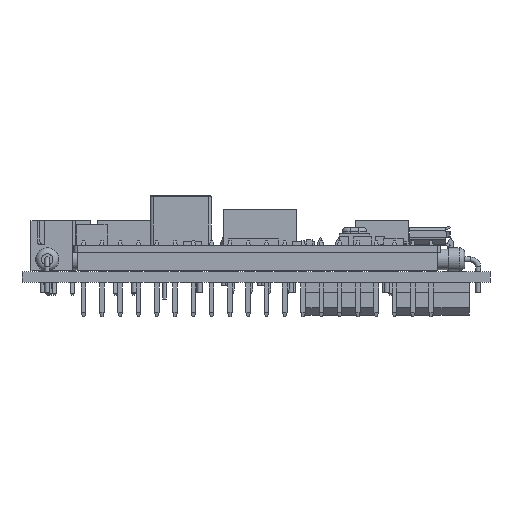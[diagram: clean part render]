
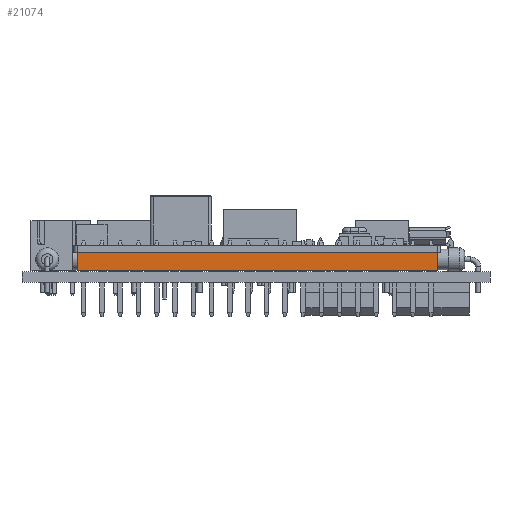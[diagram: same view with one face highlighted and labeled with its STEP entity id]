
A CAD part, front view. The second image highlights one B-rep face of the part: STEP entity #21074.
In plain terms, the highlighted face is planar.
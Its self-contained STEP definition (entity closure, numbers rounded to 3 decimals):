
#19228 = VERTEX_POINT('',#19229);
#19229 = CARTESIAN_POINT('',(10.16,25.,0.));
#19235 = EDGE_CURVE('',#19228,#19236,#19238,.T.);
#19236 = VERTEX_POINT('',#19237);
#19237 = CARTESIAN_POINT('',(10.16,-25.,0.));
#19238 = LINE('',#19239,#19240);
#19239 = CARTESIAN_POINT('',(10.16,25.,0.));
#19240 = VECTOR('',#19241,1.);
#19241 = DIRECTION('',(-0.,-1.,-0.));
#21030 = EDGE_CURVE('',#19228,#21031,#21033,.T.);
#21031 = VERTEX_POINT('',#21032);
#21032 = CARTESIAN_POINT('',(10.16,25.,2.54));
#21033 = LINE('',#21034,#21035);
#21034 = CARTESIAN_POINT('',(10.16,25.,0.));
#21035 = VECTOR('',#21036,1.);
#21036 = DIRECTION('',(0.,0.,1.));
#21054 = EDGE_CURVE('',#19236,#21055,#21057,.T.);
#21055 = VERTEX_POINT('',#21056);
#21056 = CARTESIAN_POINT('',(10.16,-25.,2.54));
#21057 = LINE('',#21058,#21059);
#21058 = CARTESIAN_POINT('',(10.16,-25.,0.));
#21059 = VECTOR('',#21060,1.);
#21060 = DIRECTION('',(0.,0.,1.));
#21074 = ADVANCED_FACE('',(#21075),#21086,.T.);
#21075 = FACE_BOUND('',#21076,.T.);
#21076 = EDGE_LOOP('',(#21077,#21078,#21084,#21085));
#21077 = ORIENTED_EDGE('',*,*,#21030,.T.);
#21078 = ORIENTED_EDGE('',*,*,#21079,.F.);
#21079 = EDGE_CURVE('',#21055,#21031,#21080,.T.);
#21080 = LINE('',#21081,#21082);
#21081 = CARTESIAN_POINT('',(10.16,-25.,2.54));
#21082 = VECTOR('',#21083,1.);
#21083 = DIRECTION('',(0.,1.,0.));
#21084 = ORIENTED_EDGE('',*,*,#21054,.F.);
#21085 = ORIENTED_EDGE('',*,*,#19235,.F.);
#21086 = PLANE('',#21087);
#21087 = AXIS2_PLACEMENT_3D('',#21088,#21089,#21090);
#21088 = CARTESIAN_POINT('',(10.16,0.,1.27));
#21089 = DIRECTION('',(1.,0.,0.));
#21090 = DIRECTION('',(0.,0.,1.));
